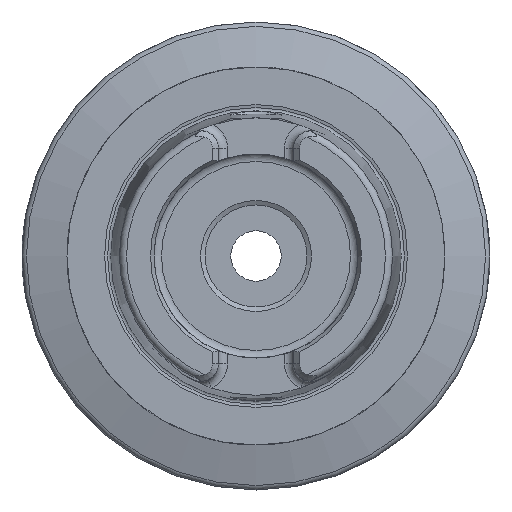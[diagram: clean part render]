
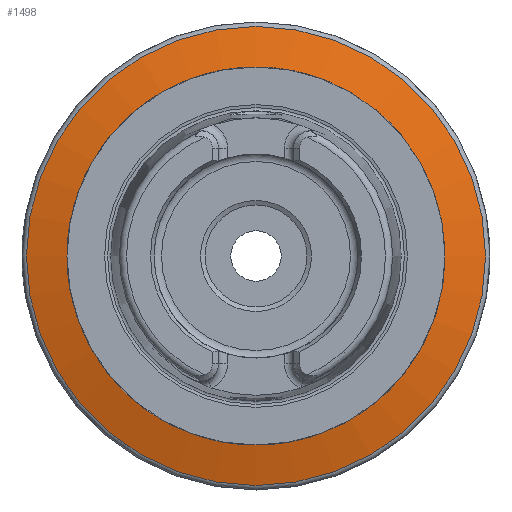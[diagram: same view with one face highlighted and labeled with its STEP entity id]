
A CAD part, left-side view. The second image highlights one B-rep face of the part: STEP entity #1498.
In plain terms, the highlighted conical face has half-angle 75 degrees and reference radius 32.25 mm.
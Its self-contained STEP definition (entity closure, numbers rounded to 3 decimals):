
#1464=CARTESIAN_POINT('',(42.199,26.241,0.0));
#1465=VERTEX_POINT('',#1464);
#1466=CARTESIAN_POINT('',(42.199,0.,0.0));
#1467=DIRECTION('',(1.0,0.0,0.0));
#1468=DIRECTION('',(0.0,1.0,0.0));
#1469=AXIS2_PLACEMENT_3D('',#1466,#1467,#1468);
#1470=CIRCLE('',#1469,26.241);
#1471=EDGE_CURVE('',#1465,#1465,#1470,.T.);
#1479=CARTESIAN_POINT('',(43.809,0.,0.0));
#1480=DIRECTION('',(1.0,0.,0.0));
#1481=DIRECTION('',(0.0,1.0,0.0));
#1482=AXIS2_PLACEMENT_3D('',#1479,#1480,#1481);
#1483=CONICAL_SURFACE('',#1482,32.25,75.);
#1484=CARTESIAN_POINT('',(45.419,38.259,0.0));
#1485=VERTEX_POINT('',#1484);
#1486=CARTESIAN_POINT('',(45.419,0.,0.0));
#1487=DIRECTION('',(1.0,0.0,0.0));
#1488=DIRECTION('',(0.0,1.0,0.0));
#1489=AXIS2_PLACEMENT_3D('',#1486,#1487,#1488);
#1490=CIRCLE('',#1489,38.259);
#1491=EDGE_CURVE('',#1485,#1485,#1490,.T.);
#1492=ORIENTED_EDGE('',*,*,#1491,.F.);
#1493=EDGE_LOOP('',(#1492));
#1494=FACE_OUTER_BOUND('',#1493,.T.);
#1495=ORIENTED_EDGE('',*,*,#1471,.T.);
#1496=EDGE_LOOP('',(#1495));
#1497=FACE_BOUND('',#1496,.T.);
#1498=ADVANCED_FACE('',(#1494,#1497),#1483,.T.);
